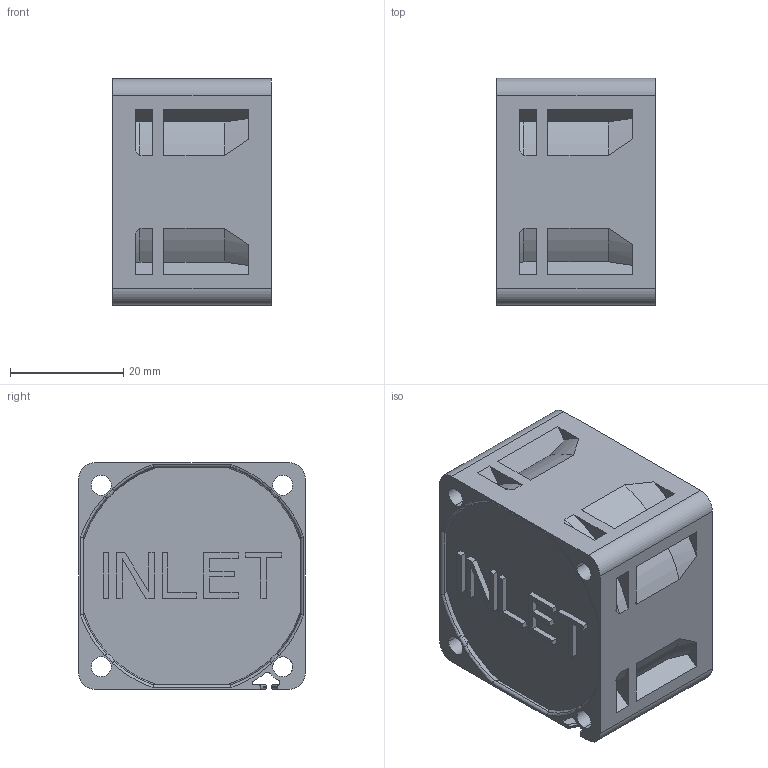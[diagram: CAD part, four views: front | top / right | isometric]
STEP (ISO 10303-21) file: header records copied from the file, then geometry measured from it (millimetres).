
FILE_DESCRIPTION((''),'2;1');
FILE_NAME('410203450003','2011-11-17T',('Sunny.s.tsai'),(''),'PRO/ENGINEER BY PARAMETRIC TECHNOLOGY CORPORATION, 2008150','PRO/ENGINEER BY PARAMETRIC TECHNOLOGY CORPORATION, 2008150','');
FILE_SCHEMA(('CONFIG_CONTROL_DESIGN'));
Length unit declared in the file: millimetre
Products named in the file (1): 410203450003
Bounding box: 28 x 40 x 40 mm (x, y, z)
Volume: 39981.5 mm3; surface area: 9951.9 mm2
Topology: 1 solids, 1 shells, 309 faces, 840 edges, 560 vertices
Faces by surface type: plane 135, cylinder 75, cone 31, bspline 29, extrusion 25, torus 14
Entity records: 11947 total; most frequent: CARTESIAN_POINT 4456, ORIENTED_EDGE 1680, DIRECTION 1325, EDGE_CURVE 840, VERTEX_POINT 560, AXIS2_PLACEMENT_3D 442, VECTOR 441, LINE 416
